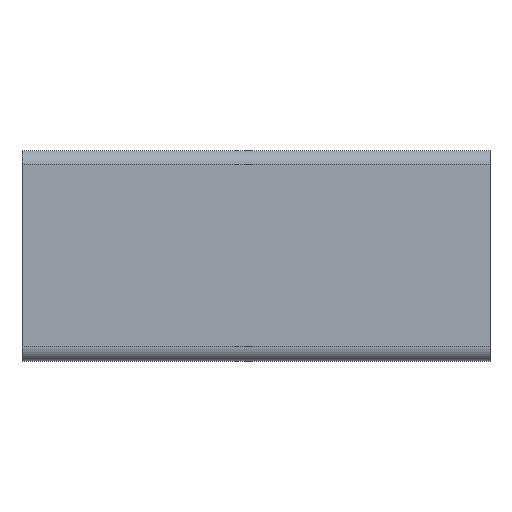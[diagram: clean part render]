
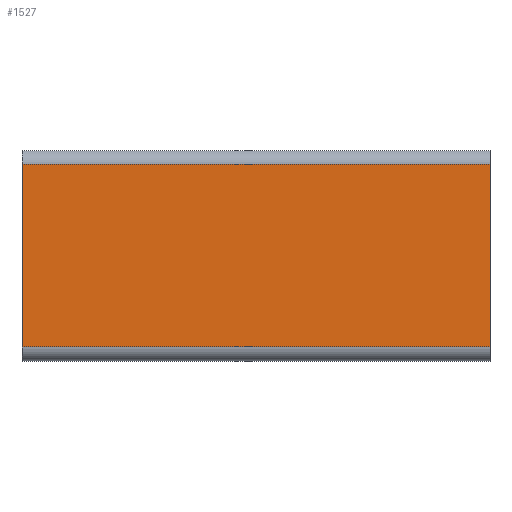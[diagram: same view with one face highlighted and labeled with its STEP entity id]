
A CAD part, top view. The second image highlights one B-rep face of the part: STEP entity #1527.
In plain terms, the highlighted planar face has unit normal (0, 0, 1).
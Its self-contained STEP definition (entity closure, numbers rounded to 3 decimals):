
#49 = CARTESIAN_POINT ( 'NONE',  ( -2700., 42., 22.5 ) ) ;
#88 = VERTEX_POINT ( 'NONE', #1068 ) ;
#218 = EDGE_CURVE ( 'NONE', #921, #1889, #1506, .T. ) ;
#239 = EDGE_CURVE ( 'NONE', #297, #1889, #1502, .T. ) ;
#248 = EDGE_CURVE ( 'NONE', #88, #921, #1470, .T. ) ;
#297 = VERTEX_POINT ( 'NONE', #320 ) ;
#320 = CARTESIAN_POINT ( 'NONE',  ( -2800., 3., 22.5 ) ) ;
#361 = DIRECTION ( 'NONE',  ( 0., 1., 0. ) ) ;
#364 = FACE_OUTER_BOUND ( 'NONE', #429, .T. ) ;
#396 = CARTESIAN_POINT ( 'NONE',  ( -2700., 3., 22.5 ) ) ;
#417 = ORIENTED_EDGE ( 'NONE', *, *, #239, .F. ) ;
#421 = ORIENTED_EDGE ( 'NONE', *, *, #2055, .F. ) ;
#422 = ORIENTED_EDGE ( 'NONE', *, *, #248, .T. ) ;
#429 = EDGE_LOOP ( 'NONE', ( #417, #421, #422, #441 ) ) ;
#441 = ORIENTED_EDGE ( 'NONE', *, *, #218, .T. ) ;
#470 = DIRECTION ( 'NONE',  ( 0., 1., 0. ) ) ;
#474 = CARTESIAN_POINT ( 'NONE',  ( -2800., 3., 22.5 ) ) ;
#510 = DIRECTION ( 'NONE',  ( -1., 0., 0. ) ) ;
#524 = CARTESIAN_POINT ( 'NONE',  ( -2700., 42., 22.5 ) ) ;
#776 = DIRECTION ( 'NONE',  ( 0., -1., 0. ) ) ;
#784 = AXIS2_PLACEMENT_3D ( 'NONE', #814, #898, #776 ) ;
#799 = PLANE ( 'NONE',  #784 ) ;
#814 = CARTESIAN_POINT ( 'NONE',  ( -2700., 3., 22.5 ) ) ;
#898 = DIRECTION ( 'NONE',  ( 0., 0., 1. ) ) ;
#921 = VERTEX_POINT ( 'NONE', #49 ) ;
#1068 = CARTESIAN_POINT ( 'NONE',  ( -2700., 3., 22.5 ) ) ;
#1082 = CARTESIAN_POINT ( 'NONE',  ( -2800., 42., 22.5 ) ) ;
#1245 = DIRECTION ( 'NONE',  ( -1., 0., 0. ) ) ;
#1311 = CARTESIAN_POINT ( 'NONE',  ( -2700., 3., 22.5 ) ) ;
#1418 = VECTOR ( 'NONE', #361, 1000. ) ;
#1445 = VECTOR ( 'NONE', #470, 1000. ) ;
#1470 = LINE ( 'NONE', #396, #1418 ) ;
#1477 = VECTOR ( 'NONE', #510, 1000. ) ;
#1488 = VECTOR ( 'NONE', #1245, 1000. ) ;
#1491 = LINE ( 'NONE', #1311, #1488 ) ;
#1502 = LINE ( 'NONE', #474, #1445 ) ;
#1506 = LINE ( 'NONE', #524, #1477 ) ;
#1527 = ADVANCED_FACE ( 'NONE', ( #364 ), #799, .T. ) ;
#1889 = VERTEX_POINT ( 'NONE', #1082 ) ;
#2055 = EDGE_CURVE ( 'NONE', #88, #297, #1491, .T. ) ;
